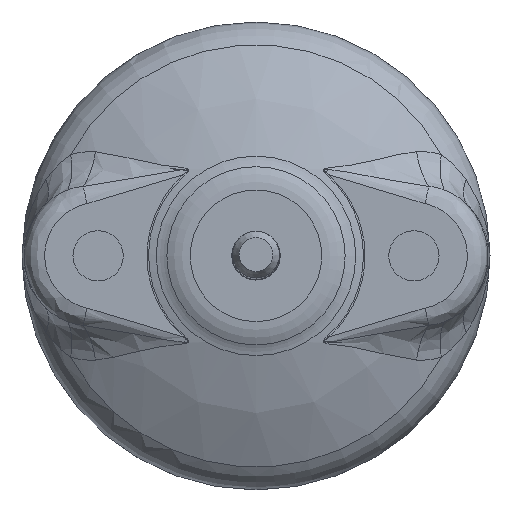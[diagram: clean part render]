
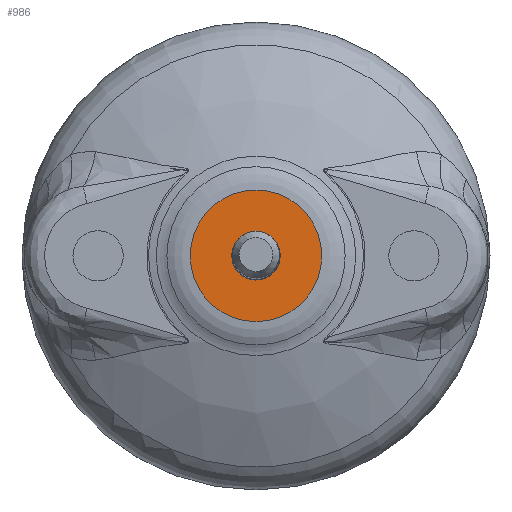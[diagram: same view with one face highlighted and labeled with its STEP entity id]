
A CAD part, top view. The second image highlights one B-rep face of the part: STEP entity #986.
In plain terms, the highlighted planar face has unit normal (0, 0, 1).
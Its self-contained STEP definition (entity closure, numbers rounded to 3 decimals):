
#86=FACE_BOUND('',#174,.T.);
#91=PLANE('',#1077);
#108=FACE_OUTER_BOUND('',#173,.T.);
#173=EDGE_LOOP('',(#614));
#174=EDGE_LOOP('',(#615));
#300=CIRCLE('',#1078,11.25);
#301=CIRCLE('',#1079,4.146);
#374=VERTEX_POINT('',#1520);
#375=VERTEX_POINT('',#1522);
#466=EDGE_CURVE('',#374,#374,#300,.T.);
#467=EDGE_CURVE('',#375,#375,#301,.F.);
#614=ORIENTED_EDGE('',*,*,#466,.F.);
#615=ORIENTED_EDGE('',*,*,#467,.F.);
#986=ADVANCED_FACE('',(#108,#86),#91,.F.);
#1077=AXIS2_PLACEMENT_3D('',#1519,#1179,#1180);
#1078=AXIS2_PLACEMENT_3D('',#1521,#1181,#1182);
#1079=AXIS2_PLACEMENT_3D('',#1523,#1183,#1184);
#1179=DIRECTION('center_axis',(0.,0.,-1.));
#1180=DIRECTION('ref_axis',(-1.,0.,0.));
#1181=DIRECTION('center_axis',(0.,0.,-1.));
#1182=DIRECTION('ref_axis',(-1.,0.,0.));
#1183=DIRECTION('center_axis',(0.,0.,-1.));
#1184=DIRECTION('ref_axis',(-1.,0.,0.));
#1519=CARTESIAN_POINT('Origin',(0.,0.,16.5));
#1520=CARTESIAN_POINT('',(11.25,0.,16.5));
#1521=CARTESIAN_POINT('Origin',(0.,0.,16.5));
#1522=CARTESIAN_POINT('',(0.,4.146,16.5));
#1523=CARTESIAN_POINT('Origin',(0.,0.,16.5));
